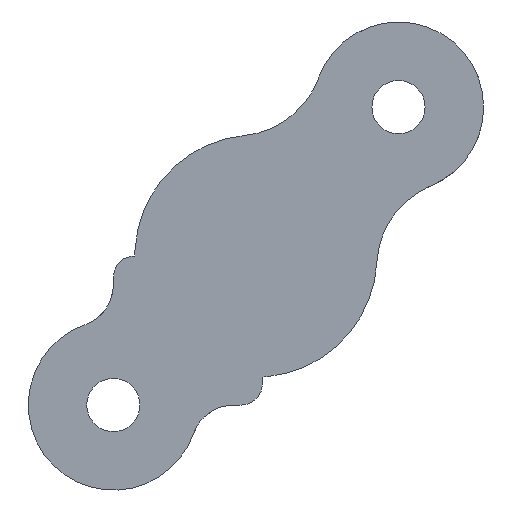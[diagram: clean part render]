
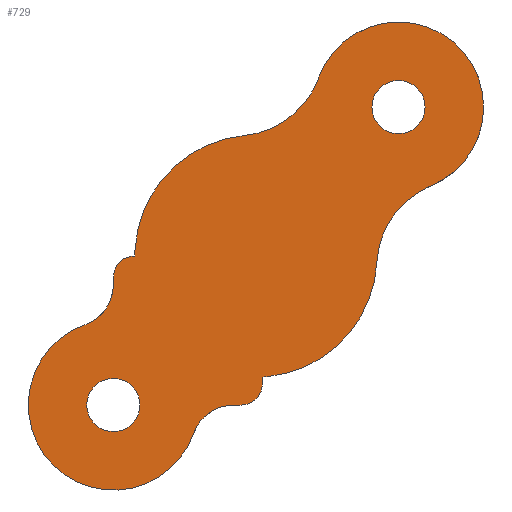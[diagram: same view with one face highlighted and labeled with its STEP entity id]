
A CAD part, front view. The second image highlights one B-rep face of the part: STEP entity #729.
In plain terms, the highlighted planar face has unit normal (0, -1, 0).
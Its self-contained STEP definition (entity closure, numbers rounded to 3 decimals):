
#25=FACE_BOUND('',#101,.T.);
#26=FACE_BOUND('',#102,.T.);
#38=PLANE('',#794);
#58=FACE_OUTER_BOUND('',#100,.T.);
#100=EDGE_LOOP('',(#515,#516,#517,#518,#519,#520,#521,#522,#523,#524,#525,
#526,#527,#528,#529,#530));
#101=EDGE_LOOP('',(#531));
#102=EDGE_LOOP('',(#532));
#148=LINE('',#1142,#203);
#157=LINE('',#1191,#212);
#158=LINE('',#1198,#213);
#203=VECTOR('',#895,10.);
#212=VECTOR('',#936,10.);
#213=VECTOR('',#943,10.);
#251=CIRCLE('',#781,1.25);
#254=CIRCLE('',#785,1.);
#259=CIRCLE('',#793,1.);
#260=CIRCLE('',#795,4.15);
#261=CIRCLE('',#796,5.69);
#262=CIRCLE('',#797,4.15);
#263=CIRCLE('',#798,4.);
#264=CIRCLE('',#799,4.);
#265=CIRCLE('',#800,4.15);
#266=CIRCLE('',#801,5.69);
#267=CIRCLE('',#802,4.15);
#268=CIRCLE('',#803,2.);
#269=CIRCLE('',#804,4.);
#270=CIRCLE('',#805,2.);
#271=CIRCLE('',#806,1.25);
#299=VERTEX_POINT('',#1115);
#303=VERTEX_POINT('',#1124);
#304=VERTEX_POINT('',#1126);
#309=VERTEX_POINT('',#1140);
#318=VERTEX_POINT('',#1162);
#319=VERTEX_POINT('',#1164);
#322=VERTEX_POINT('',#1175);
#323=VERTEX_POINT('',#1177);
#324=VERTEX_POINT('',#1179);
#325=VERTEX_POINT('',#1181);
#326=VERTEX_POINT('',#1183);
#327=VERTEX_POINT('',#1185);
#328=VERTEX_POINT('',#1187);
#329=VERTEX_POINT('',#1190);
#330=VERTEX_POINT('',#1192);
#331=VERTEX_POINT('',#1194);
#332=VERTEX_POINT('',#1196);
#333=VERTEX_POINT('',#1199);
#371=EDGE_CURVE('',#299,#299,#251,.T.);
#376=EDGE_CURVE('',#303,#304,#254,.T.);
#383=EDGE_CURVE('',#303,#309,#148,.T.);
#394=EDGE_CURVE('',#318,#319,#259,.T.);
#398=EDGE_CURVE('',#322,#309,#260,.T.);
#399=EDGE_CURVE('',#323,#322,#261,.T.);
#400=EDGE_CURVE('',#323,#324,#262,.F.);
#401=EDGE_CURVE('',#325,#324,#263,.T.);
#402=EDGE_CURVE('',#326,#325,#264,.T.);
#403=EDGE_CURVE('',#327,#326,#265,.T.);
#404=EDGE_CURVE('',#328,#327,#266,.T.);
#405=EDGE_CURVE('',#319,#328,#267,.T.);
#406=EDGE_CURVE('',#318,#329,#157,.T.);
#407=EDGE_CURVE('',#330,#329,#268,.T.);
#408=EDGE_CURVE('',#331,#330,#269,.T.);
#409=EDGE_CURVE('',#332,#331,#270,.T.);
#410=EDGE_CURVE('',#332,#304,#158,.T.);
#411=EDGE_CURVE('',#333,#333,#271,.T.);
#515=ORIENTED_EDGE('',*,*,#376,.F.);
#516=ORIENTED_EDGE('',*,*,#383,.T.);
#517=ORIENTED_EDGE('',*,*,#398,.F.);
#518=ORIENTED_EDGE('',*,*,#399,.F.);
#519=ORIENTED_EDGE('',*,*,#400,.T.);
#520=ORIENTED_EDGE('',*,*,#401,.F.);
#521=ORIENTED_EDGE('',*,*,#402,.F.);
#522=ORIENTED_EDGE('',*,*,#403,.F.);
#523=ORIENTED_EDGE('',*,*,#404,.F.);
#524=ORIENTED_EDGE('',*,*,#405,.F.);
#525=ORIENTED_EDGE('',*,*,#394,.F.);
#526=ORIENTED_EDGE('',*,*,#406,.T.);
#527=ORIENTED_EDGE('',*,*,#407,.F.);
#528=ORIENTED_EDGE('',*,*,#408,.F.);
#529=ORIENTED_EDGE('',*,*,#409,.F.);
#530=ORIENTED_EDGE('',*,*,#410,.T.);
#531=ORIENTED_EDGE('',*,*,#371,.T.);
#532=ORIENTED_EDGE('',*,*,#411,.T.);
#729=ADVANCED_FACE('',(#58,#25,#26),#38,.F.);
#781=AXIS2_PLACEMENT_3D('',#1116,#876,#877);
#785=AXIS2_PLACEMENT_3D('',#1127,#886,#887);
#793=AXIS2_PLACEMENT_3D('',#1165,#914,#915);
#794=AXIS2_PLACEMENT_3D('',#1174,#918,#919);
#795=AXIS2_PLACEMENT_3D('',#1176,#920,#921);
#796=AXIS2_PLACEMENT_3D('',#1178,#922,#923);
#797=AXIS2_PLACEMENT_3D('',#1180,#924,#925);
#798=AXIS2_PLACEMENT_3D('',#1182,#926,#927);
#799=AXIS2_PLACEMENT_3D('',#1184,#928,#929);
#800=AXIS2_PLACEMENT_3D('',#1186,#930,#931);
#801=AXIS2_PLACEMENT_3D('',#1188,#932,#933);
#802=AXIS2_PLACEMENT_3D('',#1189,#934,#935);
#803=AXIS2_PLACEMENT_3D('',#1193,#937,#938);
#804=AXIS2_PLACEMENT_3D('',#1195,#939,#940);
#805=AXIS2_PLACEMENT_3D('',#1197,#941,#942);
#806=AXIS2_PLACEMENT_3D('',#1200,#944,#945);
#876=DIRECTION('center_axis',(0.,1.,0.));
#877=DIRECTION('ref_axis',(-1.,0.,0.));
#886=DIRECTION('center_axis',(0.,1.,0.));
#887=DIRECTION('ref_axis',(0.707,0.,-0.707));
#895=DIRECTION('',(0.,0.,1.));
#914=DIRECTION('center_axis',(0.,1.,0.));
#915=DIRECTION('ref_axis',(-0.707,0.,0.707));
#918=DIRECTION('center_axis',(0.,1.,0.));
#919=DIRECTION('ref_axis',(-1.,0.,0.));
#920=DIRECTION('center_axis',(0.,-1.,0.));
#921=DIRECTION('ref_axis',(-0.097,0.,0.995));
#922=DIRECTION('center_axis',(0.,1.,0.));
#923=DIRECTION('ref_axis',(-1.,0.,0.));
#924=DIRECTION('center_axis',(0.,-1.,0.));
#925=DIRECTION('ref_axis',(-0.999,0.,0.054));
#926=DIRECTION('center_axis',(0.,1.,0.));
#927=DIRECTION('ref_axis',(-1.,0.,0.));
#928=DIRECTION('center_axis',(0.,1.,0.));
#929=DIRECTION('ref_axis',(-1.,0.,0.));
#930=DIRECTION('center_axis',(0.,-1.,0.));
#931=DIRECTION('ref_axis',(0.097,0.,-0.995));
#932=DIRECTION('center_axis',(0.,1.,0.));
#933=DIRECTION('ref_axis',(-1.,0.,0.));
#934=DIRECTION('center_axis',(0.,-1.,0.));
#935=DIRECTION('ref_axis',(0.999,0.,-0.054));
#936=DIRECTION('',(0.,0.,-1.));
#937=DIRECTION('center_axis',(0.,-1.,0.));
#938=DIRECTION('ref_axis',(0.816,0.,-0.577));
#939=DIRECTION('center_axis',(0.,1.,0.));
#940=DIRECTION('ref_axis',(-1.,0.,0.));
#941=DIRECTION('center_axis',(0.,-1.,0.));
#942=DIRECTION('ref_axis',(-0.577,0.,0.816));
#943=DIRECTION('',(1.,0.,0.));
#944=DIRECTION('center_axis',(0.,1.,0.));
#945=DIRECTION('ref_axis',(-1.,0.,0.));
#1115=CARTESIAN_POINT('',(69.55,87.8,5.));
#1116=CARTESIAN_POINT('Origin',(68.3,87.8,5.));
#1124=CARTESIAN_POINT('',(61.9,87.8,-8.));
#1126=CARTESIAN_POINT('',(60.9,87.8,-9.));
#1127=CARTESIAN_POINT('Origin',(60.9,87.8,-8.));
#1140=CARTESIAN_POINT('',(61.9,87.8,-7.695));
#1142=CARTESIAN_POINT('',(61.9,87.8,-9.));
#1162=CARTESIAN_POINT('',(54.9,87.8,-3.));
#1164=CARTESIAN_POINT('',(55.891,87.8,-2.));
#1165=CARTESIAN_POINT('Origin',(55.9,87.8,-3.));
#1174=CARTESIAN_POINT('Origin',(65.695,87.8,2.163));
#1175=CARTESIAN_POINT('',(62.153,87.8,-7.663));
#1176=CARTESIAN_POINT('Origin',(62.556,87.8,-11.793));
#1177=CARTESIAN_POINT('',(67.282,87.8,-2.305));
#1178=CARTESIAN_POINT('Origin',(61.6,87.8,-2.));
#1179=CARTESIAN_POINT('',(69.829,87.8,1.304));
#1180=CARTESIAN_POINT('Origin',(71.426,87.8,-2.527));
#1181=CARTESIAN_POINT('',(72.3,87.8,5.));
#1182=CARTESIAN_POINT('Origin',(68.3,87.8,5.));
#1183=CARTESIAN_POINT('',(64.54,87.8,6.365));
#1184=CARTESIAN_POINT('Origin',(68.3,87.8,5.));
#1185=CARTESIAN_POINT('',(61.047,87.8,3.663));
#1186=CARTESIAN_POINT('Origin',(60.644,87.8,7.793));
#1187=CARTESIAN_POINT('',(55.918,87.8,-1.695));
#1188=CARTESIAN_POINT('Origin',(61.6,87.8,-2.));
#1189=CARTESIAN_POINT('Origin',(51.774,87.8,-1.473));
#1190=CARTESIAN_POINT('',(54.9,87.8,-3.343));
#1191=CARTESIAN_POINT('',(54.9,87.8,-2.));
#1192=CARTESIAN_POINT('',(53.567,87.8,-5.229));
#1193=CARTESIAN_POINT('Origin',(52.9,87.8,-3.343));
#1194=CARTESIAN_POINT('',(58.671,87.8,-10.333));
#1195=CARTESIAN_POINT('Origin',(54.9,87.8,-9.));
#1196=CARTESIAN_POINT('',(60.557,87.8,-9.));
#1197=CARTESIAN_POINT('Origin',(60.557,87.8,-11.));
#1198=CARTESIAN_POINT('',(54.9,87.8,-9.));
#1199=CARTESIAN_POINT('',(56.15,87.8,-9.));
#1200=CARTESIAN_POINT('Origin',(54.9,87.8,-9.));
